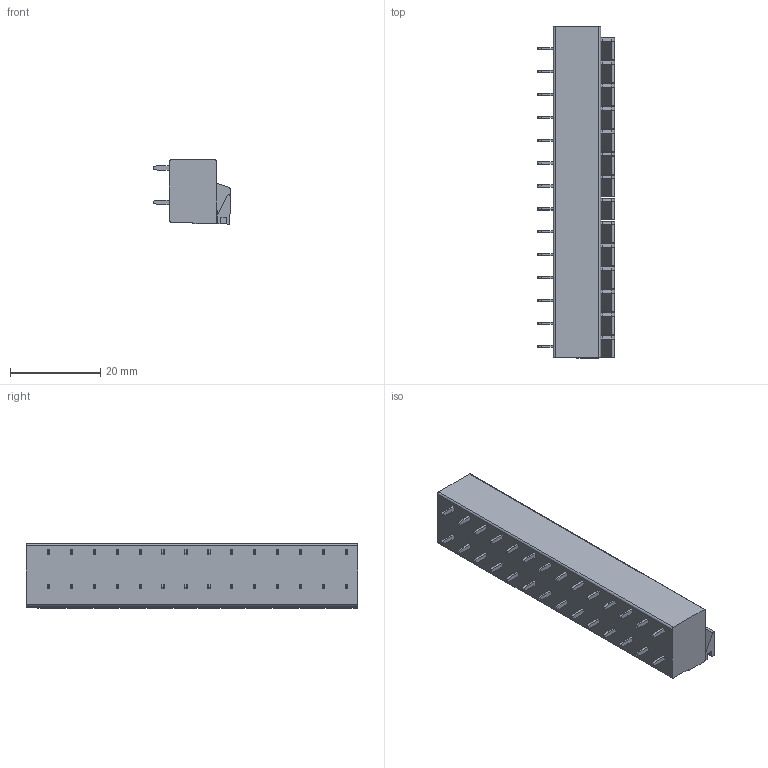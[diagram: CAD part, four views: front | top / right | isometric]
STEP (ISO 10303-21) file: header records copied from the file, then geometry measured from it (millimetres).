
FILE_DESCRIPTION((''),'2;1');
FILE_NAME('DB142R-508-1P','2023-04-12T',('86134'),(''),'PRO/ENGINEER BY PARAMETRIC TECHNOLOGY CORPORATION, 2010280','PRO/ENGINEER BY PARAMETRIC TECHNOLOGY CORPORATION, 2010280','');
FILE_SCHEMA(('CONFIG_CONTROL_DESIGN'));
Length unit declared in the file: millimetre
Products named in the file (1): DB142R-508-1P
Bounding box: 17.1 x 73.66 x 14.23 mm (x, y, z)
Volume: 11213.6 mm3; surface area: 6727.3 mm2
Topology: 1 solids, 1 shells, 736 faces, 2003 edges, 1326 vertices
Faces by surface type: plane 467, cylinder 229, cone 40
Entity records: 23231 total; most frequent: CARTESIAN_POINT 4065, ORIENTED_EDGE 4006, DIRECTION 3985, EDGE_CURVE 2003, VECTOR 1493, LINE 1493, VERTEX_POINT 1326, AXIS2_PLACEMENT_3D 1246
